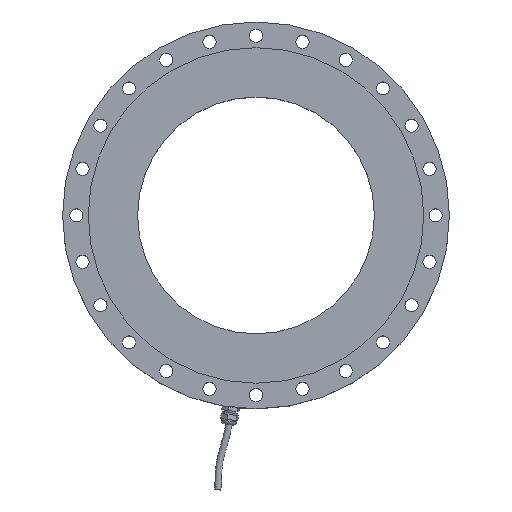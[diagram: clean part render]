
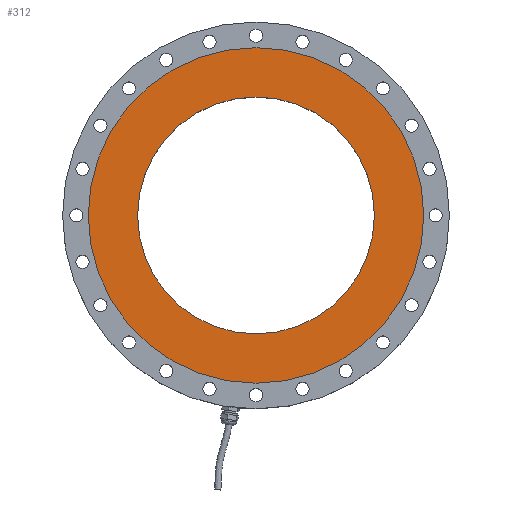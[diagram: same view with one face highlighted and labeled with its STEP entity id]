
A CAD part, top view. The second image highlights one B-rep face of the part: STEP entity #312.
In plain terms, the highlighted planar face has unit normal (0, 0, 1).
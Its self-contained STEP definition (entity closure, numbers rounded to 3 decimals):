
#312 = ADVANCED_FACE( '', ( #737, #738 ), #739, .F. );
#737 = FACE_BOUND( '', #1464, .T. );
#738 = FACE_OUTER_BOUND( '', #1465, .T. );
#739 = PLANE( '', #1466 );
#1464 = EDGE_LOOP( '', ( #2089 ) );
#1465 = EDGE_LOOP( '', ( #2090 ) );
#1466 = AXIS2_PLACEMENT_3D( '', #2091, #2092, #2093 );
#2089 = ORIENTED_EDGE( '', *, *, #2360, .F. );
#2090 = ORIENTED_EDGE( '', *, *, #2501, .F. );
#2091 = CARTESIAN_POINT( '', ( 0., 0., -2. ) );
#2092 = DIRECTION( '', ( 0., 0., -1. ) );
#2093 = DIRECTION( '', ( -1., 0., 0. ) );
#2360 = EDGE_CURVE( '', #2673, #2673, #2674, .F. );
#2501 = EDGE_CURVE( '', #2896, #2896, #2897, .T. );
#2673 = VERTEX_POINT( '', #3095 );
#2674 = CIRCLE( '', #3096, 60. );
#2896 = VERTEX_POINT( '', #3438 );
#2897 = CIRCLE( '', #3439, 85. );
#3095 = CARTESIAN_POINT( '', ( -60., 0., -2. ) );
#3096 = AXIS2_PLACEMENT_3D( '', #3632, #3633, #3634 );
#3438 = CARTESIAN_POINT( '', ( 85., 0., -2. ) );
#3439 = AXIS2_PLACEMENT_3D( '', #3864, #3865, #3866 );
#3632 = CARTESIAN_POINT( '', ( 0., 0., -2. ) );
#3633 = DIRECTION( '', ( 0., 0., -1. ) );
#3634 = DIRECTION( '', ( -1., 0., 0. ) );
#3864 = CARTESIAN_POINT( '', ( 0., 0., -2. ) );
#3865 = DIRECTION( '', ( 0., 0., -1. ) );
#3866 = DIRECTION( '', ( 1., 0., 0. ) );
